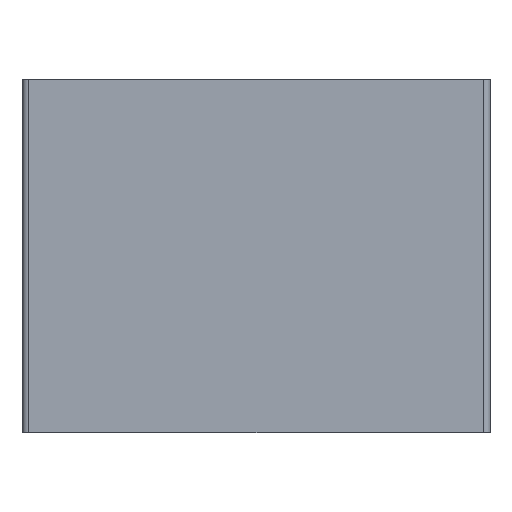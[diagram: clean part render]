
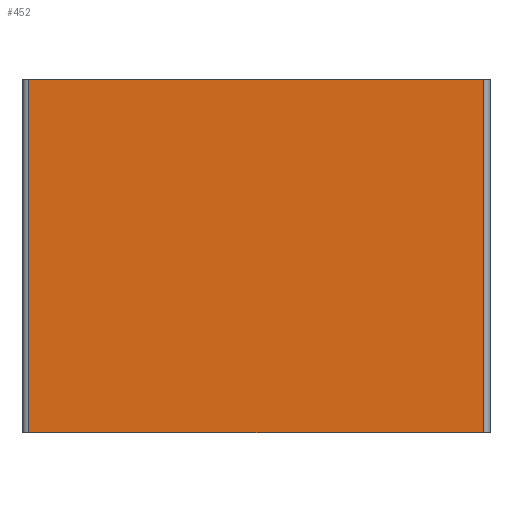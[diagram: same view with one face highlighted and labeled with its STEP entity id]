
A CAD part, front view. The second image highlights one B-rep face of the part: STEP entity #452.
In plain terms, the highlighted planar face has unit normal (0, -1, 0).
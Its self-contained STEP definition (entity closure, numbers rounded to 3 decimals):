
#185=CARTESIAN_POINT('Vertex',(8.,0.,430.)) ;
#188=CARTESIAN_POINT('Line Origine',(285.,0.,430.)) ;
#192=CARTESIAN_POINT('Vertex',(562.,0.,430.)) ;
#284=CARTESIAN_POINT('Vertex',(562.,0.,0.)) ;
#287=CARTESIAN_POINT('Line Origine',(285.,0.,0.)) ;
#291=CARTESIAN_POINT('Vertex',(8.,0.,0.)) ;
#412=CARTESIAN_POINT('Line Origine',(8.,0.,215.)) ;
#429=CARTESIAN_POINT('Line Origine',(562.,0.,215.)) ;
#441=CARTESIAN_POINT('Axis2P3D Location',(0.,0.,0.)) ;
#190=VECTOR('Line Direction',#189,1.) ;
#289=VECTOR('Line Direction',#288,1.) ;
#414=VECTOR('Line Direction',#413,1.) ;
#431=VECTOR('Line Direction',#430,1.) ;
#189=DIRECTION('Vector Direction',(1.,0.,0.)) ;
#288=DIRECTION('Vector Direction',(1.,0.,0.)) ;
#413=DIRECTION('Vector Direction',(0.,0.,1.)) ;
#430=DIRECTION('Vector Direction',(0.,0.,1.)) ;
#442=DIRECTION('Axis2P3D Direction',(0.,-1.,0.)) ;
#443=DIRECTION('Axis2P3D XDirection',(1.,0.,0.)) ;
#444=AXIS2_PLACEMENT_3D('Plane Axis2P3D',#441,#442,#443) ;
#191=LINE('Line',#188,#190) ;
#290=LINE('Line',#287,#289) ;
#415=LINE('Line',#412,#414) ;
#432=LINE('Line',#429,#431) ;
#445=PLANE('',#444) ;
#194=EDGE_CURVE('',#186,#193,#191,.T.) ;
#293=EDGE_CURVE('',#292,#285,#290,.T.) ;
#416=EDGE_CURVE('',#292,#186,#415,.T.) ;
#433=EDGE_CURVE('',#285,#193,#432,.T.) ;
#447=ORIENTED_EDGE('',*,*,#293,.T.) ;
#448=ORIENTED_EDGE('',*,*,#433,.T.) ;
#449=ORIENTED_EDGE('',*,*,#194,.F.) ;
#450=ORIENTED_EDGE('',*,*,#416,.F.) ;
#446=EDGE_LOOP('',(#447,#448,#449,#450)) ;
#186=VERTEX_POINT('',#185) ;
#193=VERTEX_POINT('',#192) ;
#285=VERTEX_POINT('',#284) ;
#292=VERTEX_POINT('',#291) ;
#452=ADVANCED_FACE('PartBody',(#451),#445,.T.) ;
#451=FACE_OUTER_BOUND('',#446,.T.) ;
